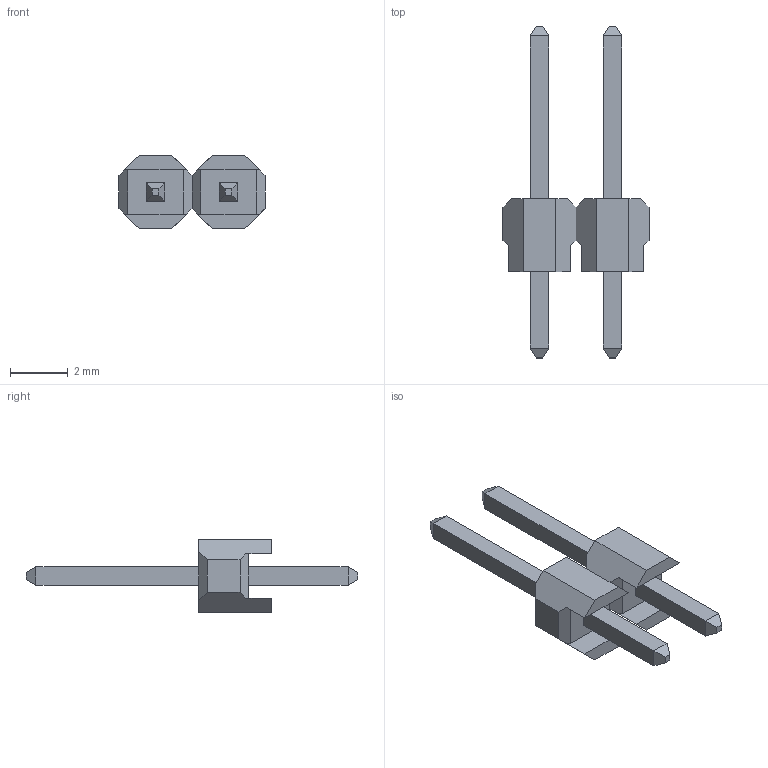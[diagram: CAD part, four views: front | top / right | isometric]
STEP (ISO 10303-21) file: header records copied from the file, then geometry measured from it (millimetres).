
FILE_DESCRIPTION (( 'STEP AP214' ), '1' );
FILE_NAME ('User Library-PLS2.STEP', '2021-06-24T07:33:06', ( '' ), ( '' ), 'SwSTEP 2.0', 'SolidWorks 2021', '' );
FILE_SCHEMA (( 'AUTOMOTIVE_DESIGN' ));
Length unit declared in the file: millimetre
Products named in the file (2): User Library-PLS2; 櫻蠉錪
Assembly tree (2 placements, depth 2):
  User Library-PLS2
    櫻蠉錪  x2
Bounding box: 5.08 x 11.54 x 2.54 mm (x, y, z)
Volume: 28.9 mm3; surface area: 115.6 mm2
Topology: 6 solids, 6 shells, 76 faces, 176 edges, 112 vertices
Faces by surface type: plane 76
Entity records: 1338 total; most frequent: CARTESIAN_POINT 187, ORIENTED_EDGE 176, DIRECTION 174, EDGE_CURVE 88, LINE 88, VECTOR 88, VERTEX_POINT 56, AXIS2_PLACEMENT_3D 43
